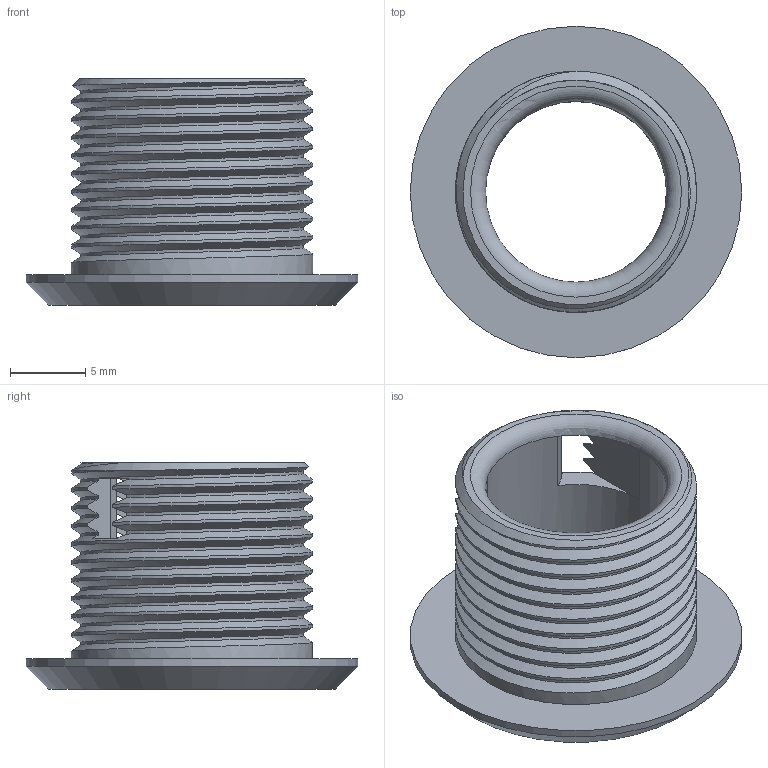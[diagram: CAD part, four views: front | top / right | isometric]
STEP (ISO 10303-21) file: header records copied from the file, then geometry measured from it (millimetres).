
FILE_DESCRIPTION(/* description */ (''),/* implementation_level */ '2;1');
FILE_NAME(/* name */ 'panel_collar v1.step',/* time_stamp */ '2022-06-24T11:43:41+01:00',/* author */ (''),/* organization */ (''),/* preprocessor_version */ 'ST-DEVELOPER v19',/* originating_system */ 'Autodesk Translation Framework v11.7.0.108',/* authorisation */ '');
FILE_SCHEMA (('AUTOMOTIVE_DESIGN { 1 0 10303 214 3 1 1 }'));
Length unit declared in the file: millimetre
Products named in the file (1): panel_collar
Bounding box: 22 x 22 x 15 mm (x, y, z)
Volume: 1334.1 mm3; surface area: 2043.4 mm2
Topology: 1 solids, 1 shells, 62 faces, 182 edges, 119 vertices
Faces by surface type: cylinder 30, bspline 14, plane 14, torus 2, cone 2
Full cylindrical faces by diameter (mm): 12 x1, 14.8 x5, 16 x6, 22 x1
Entity records: 3961 total; most frequent: CARTESIAN_POINT 2485, ORIENTED_EDGE 364, DIRECTION 212, EDGE_CURVE 182, VERTEX_POINT 119, B_SPLINE_CURVE_WITH_KNOTS 91, AXIS2_PLACEMENT_3D 72, LINE 68
